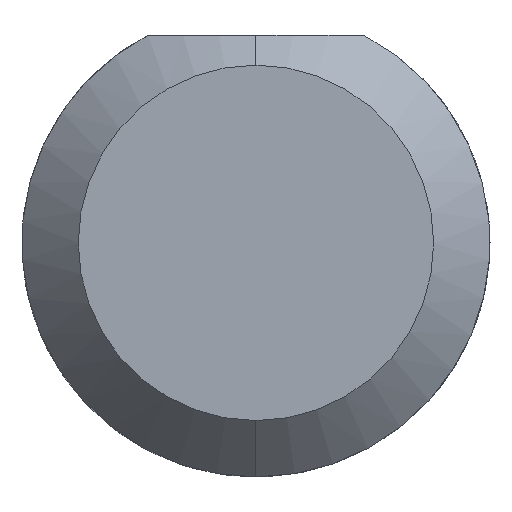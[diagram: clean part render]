
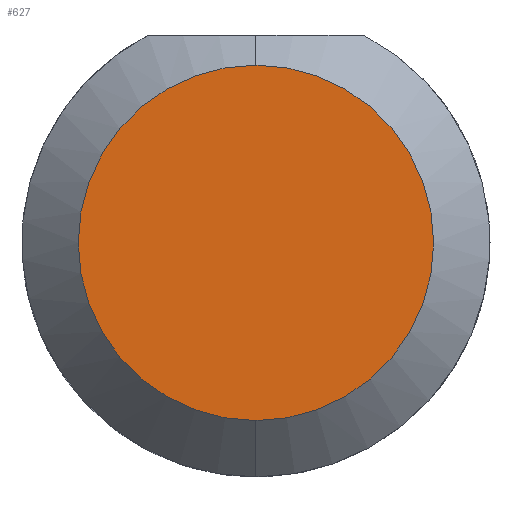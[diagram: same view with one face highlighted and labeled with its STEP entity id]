
A CAD part, left-side view. The second image highlights one B-rep face of the part: STEP entity #627.
In plain terms, the highlighted planar face has unit normal (-1, 0, 0).
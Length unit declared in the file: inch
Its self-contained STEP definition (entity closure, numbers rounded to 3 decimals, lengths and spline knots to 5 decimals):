
#29 = ORIENTED_EDGE ( 'NONE', *, *, #224, .T. ) ;
#40 = CARTESIAN_POINT ( 'NONE',  ( 0., 0., 0. ) ) ;
#100 = DIRECTION ( 'NONE',  ( 1., 0., 0. ) ) ;
#152 = VERTEX_POINT ( 'NONE', #981 ) ;
#192 = DIRECTION ( 'NONE',  ( 0., 0., -1. ) ) ;
#224 = EDGE_CURVE ( 'NONE', #249, #152, #278, .T. ) ;
#249 = VERTEX_POINT ( 'NONE', #441 ) ;
#261 = AXIS2_PLACEMENT_3D ( 'NONE', #328, #642, #192 ) ;
#278 = CIRCLE ( 'NONE', #261, 0.04735 ) ;
#298 = DIRECTION ( 'NONE',  ( -1., 0., 0. ) ) ;
#328 = CARTESIAN_POINT ( 'NONE',  ( 0., 0., 0. ) ) ;
#441 = CARTESIAN_POINT ( 'NONE',  ( 0., 0., -0.04735 ) ) ;
#447 = EDGE_LOOP ( 'NONE', ( #29, #803 ) ) ;
#524 = DIRECTION ( 'NONE',  ( 0., 0., -1. ) ) ;
#627 = ADVANCED_FACE ( 'NONE', ( #840 ), #678, .F. ) ;
#642 = DIRECTION ( 'NONE',  ( -1., 0., 0. ) ) ;
#678 = PLANE ( 'NONE',  #798 ) ;
#682 = DIRECTION ( 'NONE',  ( 0., 0., -1. ) ) ;
#798 = AXIS2_PLACEMENT_3D ( 'NONE', #850, #100, #682 ) ;
#803 = ORIENTED_EDGE ( 'NONE', *, *, #885, .T. ) ;
#840 = FACE_OUTER_BOUND ( 'NONE', #447, .T. ) ;
#850 = CARTESIAN_POINT ( 'NONE',  ( 0., 0., 0. ) ) ;
#885 = EDGE_CURVE ( 'NONE', #152, #249, #1011, .T. ) ;
#981 = CARTESIAN_POINT ( 'NONE',  ( 0., 0., 0.04735 ) ) ;
#1011 = CIRCLE ( 'NONE', #1028, 0.04735 ) ;
#1028 = AXIS2_PLACEMENT_3D ( 'NONE', #40, #298, #524 ) ;
